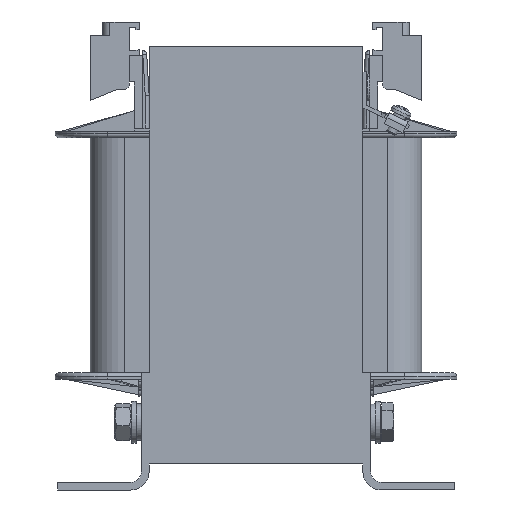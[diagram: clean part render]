
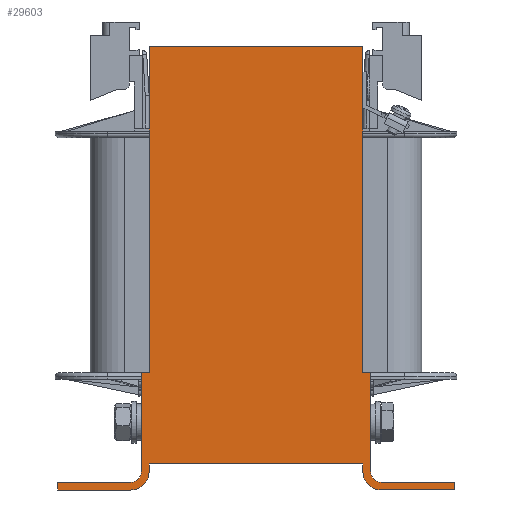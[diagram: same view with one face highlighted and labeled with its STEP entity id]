
A CAD part, left-side view. The second image highlights one B-rep face of the part: STEP entity #29603.
In plain terms, the highlighted planar face has unit normal (-1, 0, 0).
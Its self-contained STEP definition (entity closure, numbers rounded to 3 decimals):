
#740=CIRCLE('',#31245,4.);
#741=CIRCLE('',#31246,7.);
#742=CIRCLE('',#31247,7.);
#743=CIRCLE('',#31248,4.);
#2182=FACE_OUTER_BOUND('',#3750,.T.);
#3750=EDGE_LOOP('',(#20703,#20704,#20705,#20706,#20707,#20708,#20709,#20710,
#20711,#20712,#20713,#20714,#20715,#20716,#20717,#20718,#20719,#20720,#20721,
#20722));
#5981=LINE('',#45089,#9114);
#6001=LINE('',#45136,#9134);
#6002=LINE('',#45139,#9135);
#6003=LINE('',#45141,#9136);
#6004=LINE('',#45143,#9137);
#6005=LINE('',#45147,#9138);
#6006=LINE('',#45149,#9139);
#6007=LINE('',#45151,#9140);
#6008=LINE('',#45154,#9141);
#6009=LINE('',#45156,#9142);
#6010=LINE('',#45160,#9143);
#6011=LINE('',#45162,#9144);
#6012=LINE('',#45164,#9145);
#6013=LINE('',#45168,#9146);
#6014=LINE('',#45170,#9147);
#6015=LINE('',#45171,#9148);
#9114=VECTOR('',#35186,10.);
#9134=VECTOR('',#35218,10.);
#9135=VECTOR('',#35221,10.);
#9136=VECTOR('',#35222,10.);
#9137=VECTOR('',#35223,10.);
#9138=VECTOR('',#35226,10.);
#9139=VECTOR('',#35227,10.);
#9140=VECTOR('',#35228,10.);
#9141=VECTOR('',#35231,10.);
#9142=VECTOR('',#35232,10.);
#9143=VECTOR('',#35235,10.);
#9144=VECTOR('',#35236,10.);
#9145=VECTOR('',#35237,10.);
#9146=VECTOR('',#35240,10.);
#9147=VECTOR('',#35241,10.);
#9148=VECTOR('',#35242,10.);
#12211=VERTEX_POINT('',#45086);
#12212=VERTEX_POINT('',#45088);
#12232=VERTEX_POINT('',#45132);
#12233=VERTEX_POINT('',#45134);
#12234=VERTEX_POINT('',#45138);
#12235=VERTEX_POINT('',#45140);
#12236=VERTEX_POINT('',#45142);
#12237=VERTEX_POINT('',#45144);
#12238=VERTEX_POINT('',#45146);
#12239=VERTEX_POINT('',#45148);
#12240=VERTEX_POINT('',#45150);
#12241=VERTEX_POINT('',#45152);
#12242=VERTEX_POINT('',#45155);
#12243=VERTEX_POINT('',#45157);
#12244=VERTEX_POINT('',#45159);
#12245=VERTEX_POINT('',#45161);
#12246=VERTEX_POINT('',#45163);
#12247=VERTEX_POINT('',#45165);
#12248=VERTEX_POINT('',#45167);
#12249=VERTEX_POINT('',#45169);
#15343=EDGE_CURVE('',#12211,#12212,#5981,.T.);
#15367=EDGE_CURVE('',#12232,#12233,#6001,.T.);
#15368=EDGE_CURVE('',#12211,#12234,#6002,.T.);
#15369=EDGE_CURVE('',#12235,#12234,#6003,.T.);
#15370=EDGE_CURVE('',#12236,#12235,#6004,.T.);
#15371=EDGE_CURVE('',#12237,#12236,#740,.T.);
#15372=EDGE_CURVE('',#12238,#12237,#6005,.T.);
#15373=EDGE_CURVE('',#12239,#12238,#6006,.T.);
#15374=EDGE_CURVE('',#12240,#12239,#6007,.T.);
#15375=EDGE_CURVE('',#12241,#12240,#741,.T.);
#15376=EDGE_CURVE('',#12232,#12241,#6008,.T.);
#15377=EDGE_CURVE('',#12242,#12233,#6009,.T.);
#15378=EDGE_CURVE('',#12243,#12242,#742,.T.);
#15379=EDGE_CURVE('',#12244,#12243,#6010,.T.);
#15380=EDGE_CURVE('',#12245,#12244,#6011,.T.);
#15381=EDGE_CURVE('',#12246,#12245,#6012,.T.);
#15382=EDGE_CURVE('',#12247,#12246,#743,.T.);
#15383=EDGE_CURVE('',#12248,#12247,#6013,.T.);
#15384=EDGE_CURVE('',#12249,#12248,#6014,.T.);
#15385=EDGE_CURVE('',#12249,#12212,#6015,.T.);
#20703=ORIENTED_EDGE('',*,*,#15368,.T.);
#20704=ORIENTED_EDGE('',*,*,#15369,.F.);
#20705=ORIENTED_EDGE('',*,*,#15370,.F.);
#20706=ORIENTED_EDGE('',*,*,#15371,.F.);
#20707=ORIENTED_EDGE('',*,*,#15372,.F.);
#20708=ORIENTED_EDGE('',*,*,#15373,.F.);
#20709=ORIENTED_EDGE('',*,*,#15374,.F.);
#20710=ORIENTED_EDGE('',*,*,#15375,.F.);
#20711=ORIENTED_EDGE('',*,*,#15376,.F.);
#20712=ORIENTED_EDGE('',*,*,#15367,.T.);
#20713=ORIENTED_EDGE('',*,*,#15377,.F.);
#20714=ORIENTED_EDGE('',*,*,#15378,.F.);
#20715=ORIENTED_EDGE('',*,*,#15379,.F.);
#20716=ORIENTED_EDGE('',*,*,#15380,.F.);
#20717=ORIENTED_EDGE('',*,*,#15381,.F.);
#20718=ORIENTED_EDGE('',*,*,#15382,.F.);
#20719=ORIENTED_EDGE('',*,*,#15383,.F.);
#20720=ORIENTED_EDGE('',*,*,#15384,.F.);
#20721=ORIENTED_EDGE('',*,*,#15385,.T.);
#20722=ORIENTED_EDGE('',*,*,#15343,.F.);
#27020=PLANE('',#31244);
#29603=ADVANCED_FACE('',(#2182),#27020,.T.);
#31244=AXIS2_PLACEMENT_3D('',#45137,#35219,#35220);
#31245=AXIS2_PLACEMENT_3D('',#45145,#35224,#35225);
#31246=AXIS2_PLACEMENT_3D('',#45153,#35229,#35230);
#31247=AXIS2_PLACEMENT_3D('',#45158,#35233,#35234);
#31248=AXIS2_PLACEMENT_3D('',#45166,#35238,#35239);
#35186=DIRECTION('',(0.,-1.,0.));
#35218=DIRECTION('',(0.,-1.,0.));
#35219=DIRECTION('center_axis',(-1.,0.,0.));
#35220=DIRECTION('ref_axis',(0.,0.,1.));
#35221=DIRECTION('',(0.,0.,-1.));
#35222=DIRECTION('',(0.,-1.,0.));
#35223=DIRECTION('',(0.,0.,1.));
#35224=DIRECTION('center_axis',(-1.,0.,0.));
#35225=DIRECTION('ref_axis',(0.,-0.707,-0.707));
#35226=DIRECTION('',(0.,-1.,0.));
#35227=DIRECTION('',(0.,0.,1.));
#35228=DIRECTION('',(0.,1.,0.));
#35229=DIRECTION('center_axis',(1.,0.,0.));
#35230=DIRECTION('ref_axis',(0.,-0.707,-0.707));
#35231=DIRECTION('',(0.,0.,-1.));
#35232=DIRECTION('',(0.,0.,1.));
#35233=DIRECTION('center_axis',(1.,0.,0.));
#35234=DIRECTION('ref_axis',(0.,0.707,-0.707));
#35235=DIRECTION('',(0.,1.,0.));
#35236=DIRECTION('',(0.,0.,-1.));
#35237=DIRECTION('',(0.,-1.,0.));
#35238=DIRECTION('center_axis',(-1.,0.,0.));
#35239=DIRECTION('ref_axis',(0.,0.707,-0.707));
#35240=DIRECTION('',(0.,0.,-1.));
#35241=DIRECTION('',(0.,-1.,0.));
#35242=DIRECTION('',(0.,0.,1.));
#45086=CARTESIAN_POINT('',(-96.,41.,80.));
#45088=CARTESIAN_POINT('',(-96.,-41.,80.));
#45089=CARTESIAN_POINT('',(-96.,0.,80.));
#45132=CARTESIAN_POINT('',(-96.,41.,-80.));
#45134=CARTESIAN_POINT('',(-96.,-41.,-80.));
#45136=CARTESIAN_POINT('',(-96.,0.,-80.));
#45137=CARTESIAN_POINT('Origin',(-96.,0.,80.));
#45138=CARTESIAN_POINT('',(-96.,41.,-45.));
#45139=CARTESIAN_POINT('',(-96.,41.,80.));
#45140=CARTESIAN_POINT('',(-96.,44.,-45.));
#45141=CARTESIAN_POINT('',(-96.,44.,-45.));
#45142=CARTESIAN_POINT('',(-96.,44.,-83.));
#45143=CARTESIAN_POINT('',(-96.,44.,-87.));
#45144=CARTESIAN_POINT('',(-96.,48.,-87.));
#45145=CARTESIAN_POINT('Origin',(-96.,48.,-83.));
#45146=CARTESIAN_POINT('',(-96.,76.,-87.));
#45147=CARTESIAN_POINT('',(-96.,76.,-87.));
#45148=CARTESIAN_POINT('',(-96.,76.,-90.));
#45149=CARTESIAN_POINT('',(-96.,76.,-90.));
#45150=CARTESIAN_POINT('',(-96.,48.,-90.));
#45151=CARTESIAN_POINT('',(-96.,41.,-90.));
#45152=CARTESIAN_POINT('',(-96.,41.,-83.));
#45153=CARTESIAN_POINT('Origin',(-96.,48.,-83.));
#45154=CARTESIAN_POINT('',(-96.,41.,-45.));
#45155=CARTESIAN_POINT('',(-96.,-41.,-83.));
#45156=CARTESIAN_POINT('',(-96.,-41.,-45.));
#45157=CARTESIAN_POINT('',(-96.,-48.,-90.));
#45158=CARTESIAN_POINT('Origin',(-96.,-48.,-83.));
#45159=CARTESIAN_POINT('',(-96.,-76.,-90.));
#45160=CARTESIAN_POINT('',(-96.,-41.,-90.));
#45161=CARTESIAN_POINT('',(-96.,-76.,-87.));
#45162=CARTESIAN_POINT('',(-96.,-76.,-90.));
#45163=CARTESIAN_POINT('',(-96.,-48.,-87.));
#45164=CARTESIAN_POINT('',(-96.,-76.,-87.));
#45165=CARTESIAN_POINT('',(-96.,-44.,-83.));
#45166=CARTESIAN_POINT('Origin',(-96.,-48.,-83.));
#45167=CARTESIAN_POINT('',(-96.,-44.,-45.));
#45168=CARTESIAN_POINT('',(-96.,-44.,-87.));
#45169=CARTESIAN_POINT('',(-96.,-41.,-45.));
#45170=CARTESIAN_POINT('',(-96.,-44.,-45.));
#45171=CARTESIAN_POINT('',(-96.,-41.,80.));
